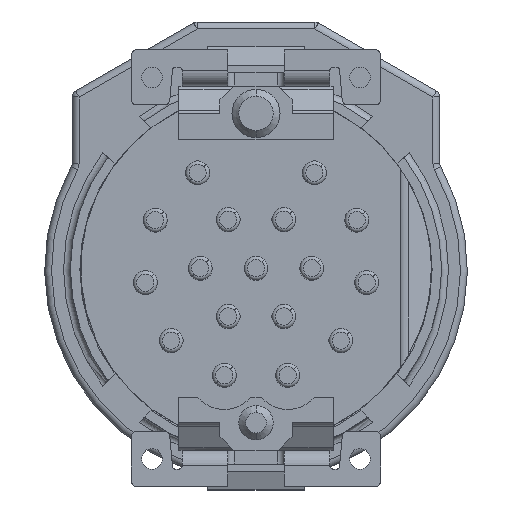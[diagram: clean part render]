
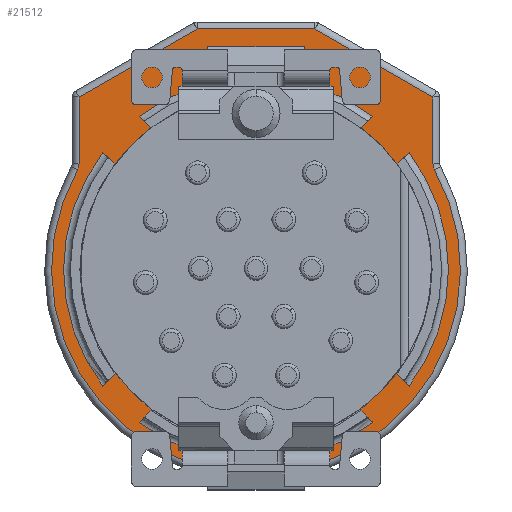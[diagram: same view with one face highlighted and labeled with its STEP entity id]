
A CAD part, top view. The second image highlights one B-rep face of the part: STEP entity #21512.
In plain terms, the highlighted face is planar.
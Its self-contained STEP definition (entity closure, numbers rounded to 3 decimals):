
#19957=CARTESIAN_POINT('',(5.55,-0.5,3.085));
#19958=DIRECTION('',(0.,1.,0.));
#19959=DIRECTION('',(-0.874,0.,-0.486));
#19960=AXIS2_PLACEMENT_3D('',#19957,#19958,#19959);
#19962=CARTESIAN_POINT('',(0.,-0.5,0.));
#19963=DIRECTION('',(0.,-1.,0.));
#19964=DIRECTION('',(-0.874,0.,0.486));
#19965=AXIS2_PLACEMENT_3D('',#19962,#19963,#19964);
#19967=CARTESIAN_POINT('',(-5.55,-0.5,3.085));
#19968=DIRECTION('',(0.,1.,0.));
#19969=DIRECTION('',(1.,0.,0.));
#19970=AXIS2_PLACEMENT_3D('',#19967,#19968,#19969);
#19972=DIRECTION('',(0.,0.,-1.));
#19973=VECTOR('',#19972,1.932);
#19974=CARTESIAN_POINT('',(-5.15,-0.5,5.018));
#19975=LINE('',#19974,#19973);
#19976=DIRECTION('',(-0.866,0.,-0.5));
#19977=VECTOR('',#19976,3.965);
#19978=CARTESIAN_POINT('',(-1.717,-0.5,7.));
#19979=LINE('',#19978,#19977);
#19980=DIRECTION('',(-1.,0.,0.));
#19981=VECTOR('',#19980,3.433);
#19982=CARTESIAN_POINT('',(1.717,-0.5,7.));
#19983=LINE('',#19982,#19981);
#19984=DIRECTION('',(-0.866,0.,0.5));
#19985=VECTOR('',#19984,3.965);
#19986=CARTESIAN_POINT('',(5.15,-0.5,5.018));
#19987=LINE('',#19986,#19985);
#19988=DIRECTION('',(0.,0.,1.));
#19989=VECTOR('',#19988,1.932);
#19990=CARTESIAN_POINT('',(5.15,-0.5,3.085));
#19991=LINE('',#19990,#19989);
#20305=CARTESIAN_POINT('',(0.,-0.5,0.));
#20306=DIRECTION('',(0.,1.,0.));
#20307=DIRECTION('',(0.795,0.,0.606));
#20308=AXIS2_PLACEMENT_3D('',#20305,#20306,#20307);
#20335=DIRECTION('',(-0.707,0.,0.707));
#20336=VECTOR('',#20335,1.011);
#20337=CARTESIAN_POINT('',(4.454,-0.5,-3.394));
#20338=LINE('',#20337,#20336);
#20361=CARTESIAN_POINT('',(0.,-0.5,0.));
#20362=DIRECTION('',(0.,-1.,0.));
#20363=DIRECTION('',(0.813,0.,-0.582));
#20364=AXIS2_PLACEMENT_3D('',#20361,#20362,#20363);
#20366=CARTESIAN_POINT('',(3.739,-0.5,2.679));
#20389=CARTESIAN_POINT('',(3.739,-0.5,-2.679));
#20391=DIRECTION('',(0.707,0.,0.707));
#20392=VECTOR('',#20391,1.011);
#20393=CARTESIAN_POINT('',(3.739,-0.5,2.679));
#20394=LINE('',#20393,#20392);
#20449=CARTESIAN_POINT('',(0.,-0.5,0.));
#20450=DIRECTION('',(0.,-1.,0.));
#20451=DIRECTION('',(-0.813,0.,0.582));
#20452=AXIS2_PLACEMENT_3D('',#20449,#20450,#20451);
#20479=DIRECTION('',(-0.707,0.,-0.707));
#20480=VECTOR('',#20479,1.011);
#20481=CARTESIAN_POINT('',(-3.739,-0.5,-2.679));
#20482=LINE('',#20481,#20480);
#20505=CARTESIAN_POINT('',(0.,-0.5,0.));
#20506=DIRECTION('',(0.,1.,0.));
#20507=DIRECTION('',(-0.795,0.,-0.606));
#20508=AXIS2_PLACEMENT_3D('',#20505,#20506,#20507);
#20510=CARTESIAN_POINT('',(-4.454,-0.5,3.394));
#20533=CARTESIAN_POINT('',(-4.454,-0.5,-3.394));
#20535=DIRECTION('',(0.707,0.,-0.707));
#20536=VECTOR('',#20535,1.011);
#20537=CARTESIAN_POINT('',(-4.454,-0.5,3.394));
#20538=LINE('',#20537,#20536);
#20873=CARTESIAN_POINT('',(0.,-0.5,0.));
#20874=DIRECTION('',(0.,1.,0.));
#20875=DIRECTION('',(-0.606,0.,0.795));
#20876=AXIS2_PLACEMENT_3D('',#20873,#20874,#20875);
#20901=CARTESIAN_POINT('',(-3.394,-0.5,4.454));
#20903=DIRECTION('',(-0.707,0.,-0.707));
#20904=VECTOR('',#20903,1.011);
#20905=CARTESIAN_POINT('',(3.394,-0.5,4.454));
#20906=LINE('',#20905,#20904);
#20929=CARTESIAN_POINT('',(0.,-0.5,0.));
#20930=DIRECTION('',(0.,-1.,0.));
#20931=DIRECTION('',(0.582,0.,0.813));
#20932=AXIS2_PLACEMENT_3D('',#20929,#20930,#20931);
#20957=CARTESIAN_POINT('',(2.679,-0.5,3.739));
#20959=DIRECTION('',(-0.707,0.,0.707));
#20960=VECTOR('',#20959,1.011);
#20961=CARTESIAN_POINT('',(-2.679,-0.5,3.739));
#20962=LINE('',#20961,#20960);
#21029=CARTESIAN_POINT('',(0.,-0.5,0.));
#21030=DIRECTION('',(0.,1.,0.));
#21031=DIRECTION('',(0.606,0.,-0.795));
#21032=AXIS2_PLACEMENT_3D('',#21029,#21030,#21031);
#21057=CARTESIAN_POINT('',(3.394,-0.5,-4.454));
#21059=DIRECTION('',(0.707,0.,0.707));
#21060=VECTOR('',#21059,1.011);
#21061=CARTESIAN_POINT('',(-3.394,-0.5,-4.454));
#21062=LINE('',#21061,#21060);
#21085=CARTESIAN_POINT('',(0.,-0.5,0.));
#21086=DIRECTION('',(0.,-1.,0.));
#21087=DIRECTION('',(-0.582,0.,-0.813));
#21088=AXIS2_PLACEMENT_3D('',#21085,#21086,#21087);
#21113=CARTESIAN_POINT('',(-2.679,-0.5,-3.739));
#21115=DIRECTION('',(0.707,0.,-0.707));
#21116=VECTOR('',#21115,1.011);
#21117=CARTESIAN_POINT('',(2.679,-0.5,-3.739));
#21118=LINE('',#21117,#21116);
#21285=CARTESIAN_POINT('',(5.2,-0.5,2.891));
#21286=CARTESIAN_POINT('',(5.15,-0.5,3.085));
#21287=VERTEX_POINT('',#21285);
#21288=VERTEX_POINT('',#21286);
#21293=CARTESIAN_POINT('',(5.15,-0.5,5.018));
#21294=VERTEX_POINT('',#21293);
#21299=CARTESIAN_POINT('',(1.717,-0.5,7.));
#21300=VERTEX_POINT('',#21299);
#21305=CARTESIAN_POINT('',(-1.717,-0.5,7.));
#21306=VERTEX_POINT('',#21305);
#21311=CARTESIAN_POINT('',(-5.15,-0.5,5.018));
#21312=VERTEX_POINT('',#21311);
#21317=CARTESIAN_POINT('',(-5.15,-0.5,3.085));
#21318=VERTEX_POINT('',#21317);
#21321=CARTESIAN_POINT('',(-5.2,-0.5,2.891));
#21322=VERTEX_POINT('',#21321);
#21425=VERTEX_POINT('',#20901);
#21426=VERTEX_POINT('',#21057);
#21427=VERTEX_POINT('',#20533);
#21428=VERTEX_POINT('',#20510);
#21429=VERTEX_POINT('',#20957);
#21430=VERTEX_POINT('',#21113);
#21431=VERTEX_POINT('',#20389);
#21432=VERTEX_POINT('',#20366);
#21433=CARTESIAN_POINT('',(-3.739,-0.5,2.679));
#21434=CARTESIAN_POINT('',(-3.739,-0.5,-2.679));
#21435=VERTEX_POINT('',#21433);
#21436=VERTEX_POINT('',#21434);
#21437=CARTESIAN_POINT('',(4.454,-0.5,3.394));
#21438=CARTESIAN_POINT('',(4.454,-0.5,-3.394));
#21439=VERTEX_POINT('',#21437);
#21440=VERTEX_POINT('',#21438);
#21441=CARTESIAN_POINT('',(-2.679,-0.5,3.739));
#21442=VERTEX_POINT('',#21441);
#21443=CARTESIAN_POINT('',(3.394,-0.5,4.454));
#21444=VERTEX_POINT('',#21443);
#21445=CARTESIAN_POINT('',(-3.394,-0.5,-4.454));
#21446=VERTEX_POINT('',#21445);
#21447=CARTESIAN_POINT('',(2.679,-0.5,-3.739));
#21448=VERTEX_POINT('',#21447);
#21449=CARTESIAN_POINT('',(0.,-0.5,0.));
#21450=DIRECTION('',(0.,1.,0.));
#21451=DIRECTION('',(1.,0.,0.));
#21452=AXIS2_PLACEMENT_3D('',#21449,#21450,#21451);
#21453=PLANE('',#21452);
#21455=ORIENTED_EDGE('',*,*,#21454,.F.);
#21457=ORIENTED_EDGE('',*,*,#21456,.F.);
#21459=ORIENTED_EDGE('',*,*,#21458,.F.);
#21461=ORIENTED_EDGE('',*,*,#21460,.F.);
#21463=ORIENTED_EDGE('',*,*,#21462,.F.);
#21465=ORIENTED_EDGE('',*,*,#21464,.F.);
#21467=ORIENTED_EDGE('',*,*,#21466,.F.);
#21469=ORIENTED_EDGE('',*,*,#21468,.F.);
#21470=EDGE_LOOP('',(#21455,#21457,#21459,#21461,#21463,#21465,#21467,#21469));
#21471=FACE_OUTER_BOUND('',#21470,.F.);
#21473=ORIENTED_EDGE('',*,*,#21472,.F.);
#21475=ORIENTED_EDGE('',*,*,#21474,.F.);
#21477=ORIENTED_EDGE('',*,*,#21476,.F.);
#21479=ORIENTED_EDGE('',*,*,#21478,.F.);
#21480=EDGE_LOOP('',(#21473,#21475,#21477,#21479));
#21481=FACE_BOUND('',#21480,.F.);
#21483=ORIENTED_EDGE('',*,*,#21482,.F.);
#21485=ORIENTED_EDGE('',*,*,#21484,.F.);
#21487=ORIENTED_EDGE('',*,*,#21486,.F.);
#21489=ORIENTED_EDGE('',*,*,#21488,.F.);
#21490=EDGE_LOOP('',(#21483,#21485,#21487,#21489));
#21491=FACE_BOUND('',#21490,.F.);
#21493=ORIENTED_EDGE('',*,*,#21492,.F.);
#21495=ORIENTED_EDGE('',*,*,#21494,.F.);
#21497=ORIENTED_EDGE('',*,*,#21496,.F.);
#21499=ORIENTED_EDGE('',*,*,#21498,.F.);
#21500=EDGE_LOOP('',(#21493,#21495,#21497,#21499));
#21501=FACE_BOUND('',#21500,.F.);
#21503=ORIENTED_EDGE('',*,*,#21502,.F.);
#21505=ORIENTED_EDGE('',*,*,#21504,.F.);
#21507=ORIENTED_EDGE('',*,*,#21506,.F.);
#21509=ORIENTED_EDGE('',*,*,#21508,.F.);
#21510=EDGE_LOOP('',(#21503,#21505,#21507,#21509));
#21511=FACE_BOUND('',#21510,.F.);
#19961=CIRCLE('',#19960,0.4);
#19966=CIRCLE('',#19965,5.95);
#19971=CIRCLE('',#19970,0.4);
#20309=CIRCLE('',#20308,5.6);
#20365=CIRCLE('',#20364,4.6);
#20453=CIRCLE('',#20452,4.6);
#20509=CIRCLE('',#20508,5.6);
#20877=CIRCLE('',#20876,5.6);
#20933=CIRCLE('',#20932,4.6);
#21033=CIRCLE('',#21032,5.6);
#21089=CIRCLE('',#21088,4.6);
#21454=EDGE_CURVE('',#21287,#21288,#19961,.T.);
#21456=EDGE_CURVE('',#21322,#21287,#19966,.T.);
#21458=EDGE_CURVE('',#21318,#21322,#19971,.T.);
#21460=EDGE_CURVE('',#21312,#21318,#19975,.T.);
#21462=EDGE_CURVE('',#21306,#21312,#19979,.T.);
#21464=EDGE_CURVE('',#21300,#21306,#19983,.T.);
#21466=EDGE_CURVE('',#21294,#21300,#19987,.T.);
#21468=EDGE_CURVE('',#21288,#21294,#19991,.T.);
#21472=EDGE_CURVE('',#21439,#21440,#20309,.T.);
#21474=EDGE_CURVE('',#21432,#21439,#20394,.T.);
#21476=EDGE_CURVE('',#21431,#21432,#20365,.T.);
#21478=EDGE_CURVE('',#21440,#21431,#20338,.T.);
#21482=EDGE_CURVE('',#21435,#21436,#20453,.T.);
#21484=EDGE_CURVE('',#21428,#21435,#20538,.T.);
#21486=EDGE_CURVE('',#21427,#21428,#20509,.T.);
#21488=EDGE_CURVE('',#21436,#21427,#20482,.T.);
#21492=EDGE_CURVE('',#21425,#21444,#20877,.T.);
#21494=EDGE_CURVE('',#21442,#21425,#20962,.T.);
#21496=EDGE_CURVE('',#21429,#21442,#20933,.T.);
#21498=EDGE_CURVE('',#21444,#21429,#20906,.T.);
#21502=EDGE_CURVE('',#21430,#21448,#21089,.T.);
#21504=EDGE_CURVE('',#21446,#21430,#21062,.T.);
#21506=EDGE_CURVE('',#21426,#21446,#21033,.T.);
#21508=EDGE_CURVE('',#21448,#21426,#21118,.T.);
#21512=ADVANCED_FACE('',(#21471,#21481,#21491,#21501,#21511),#21453,.F.);
